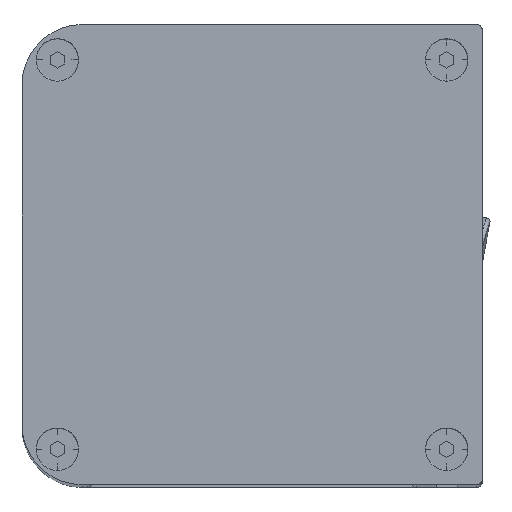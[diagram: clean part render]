
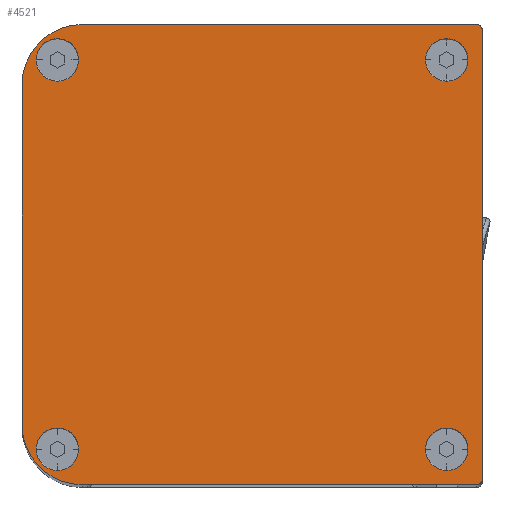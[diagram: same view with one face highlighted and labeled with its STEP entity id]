
A CAD part, top view. The second image highlights one B-rep face of the part: STEP entity #4521.
In plain terms, the highlighted planar face has unit normal (0, 0, 1).
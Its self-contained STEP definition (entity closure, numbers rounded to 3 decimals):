
#46 = VERTEX_POINT ( 'NONE', #6688 ) ;
#153 = FACE_OUTER_BOUND ( 'NONE', #20910, .T. ) ;
#165 = CIRCLE ( 'NONE', #20227, 17. ) ;
#174 = EDGE_CURVE ( 'NONE', #23410, #6009, #5243, .T. ) ;
#368 = VERTEX_POINT ( 'NONE', #13328 ) ;
#471 = DIRECTION ( 'NONE',  ( 1., 0., 0. ) ) ;
#1232 = CARTESIAN_POINT ( 'NONE',  ( 65., -65., 3. ) ) ;
#1372 = CARTESIAN_POINT ( 'NONE',  ( -65., 65., 3. ) ) ;
#1393 = VERTEX_POINT ( 'NONE', #22945 ) ;
#1419 = EDGE_LOOP ( 'NONE', ( #9951, #8421 ) ) ;
#1421 = CARTESIAN_POINT ( 'NONE',  ( -65., -48., 3. ) ) ;
#1598 = VERTEX_POINT ( 'NONE', #1421 ) ;
#1709 = EDGE_CURVE ( 'NONE', #20631, #1393, #17377, .T. ) ;
#1875 = ORIENTED_EDGE ( 'NONE', *, *, #23300, .T. ) ;
#1991 = EDGE_CURVE ( 'NONE', #18704, #5903, #6269, .T. ) ;
#2211 = CIRCLE ( 'NONE', #10414, 6. ) ;
#2434 = AXIS2_PLACEMENT_3D ( 'NONE', #16510, #22036, #21869 ) ;
#2445 = DIRECTION ( 'NONE',  ( 1., 0., 0. ) ) ;
#2736 = CIRCLE ( 'NONE', #3629, 6. ) ;
#2787 = CARTESIAN_POINT ( 'NONE',  ( -55., 55., 3. ) ) ;
#2838 = DIRECTION ( 'NONE',  ( 0., -1., 0. ) ) ;
#3185 = DIRECTION ( 'NONE',  ( 0., -1., 0. ) ) ;
#3344 = EDGE_CURVE ( 'NONE', #21168, #4671, #2211, .T. ) ;
#3402 = DIRECTION ( 'NONE',  ( -1., 0., 0. ) ) ;
#3529 = VERTEX_POINT ( 'NONE', #7962 ) ;
#3629 = AXIS2_PLACEMENT_3D ( 'NONE', #2787, #15741, #10210 ) ;
#4174 = EDGE_CURVE ( 'NONE', #46, #13432, #2736, .T. ) ;
#4316 = ORIENTED_EDGE ( 'NONE', *, *, #7489, .F. ) ;
#4381 = ORIENTED_EDGE ( 'NONE', *, *, #20534, .T. ) ;
#4412 = DIRECTION ( 'NONE',  ( -1., 0., 0. ) ) ;
#4425 = AXIS2_PLACEMENT_3D ( 'NONE', #11960, #8350, #21378 ) ;
#4521 = ADVANCED_FACE ( 'NONE', ( #153, #23074, #16945, #6166, #20773 ), #13045, .T. ) ;
#4545 = ORIENTED_EDGE ( 'NONE', *, *, #12312, .T. ) ;
#4671 = VERTEX_POINT ( 'NONE', #21078 ) ;
#5059 = CARTESIAN_POINT ( 'NONE',  ( 55., -61., 3. ) ) ;
#5132 = ORIENTED_EDGE ( 'NONE', *, *, #174, .T. ) ;
#5215 = CARTESIAN_POINT ( 'NONE',  ( -65., 48., 3. ) ) ;
#5243 = LINE ( 'NONE', #18039, #9574 ) ;
#5738 = AXIS2_PLACEMENT_3D ( 'NONE', #11107, #5739, #13046 ) ;
#5739 = DIRECTION ( 'NONE',  ( 0., 0., -1. ) ) ;
#5795 = DIRECTION ( 'NONE',  ( 0., 0., -1. ) ) ;
#5903 = VERTEX_POINT ( 'NONE', #19088 ) ;
#5921 = CARTESIAN_POINT ( 'NONE',  ( 55., 55., 3. ) ) ;
#6009 = VERTEX_POINT ( 'NONE', #17653 ) ;
#6058 = VERTEX_POINT ( 'NONE', #10656 ) ;
#6083 = VERTEX_POINT ( 'NONE', #5215 ) ;
#6155 = AXIS2_PLACEMENT_3D ( 'NONE', #18980, #15084, #471 ) ;
#6166 = FACE_BOUND ( 'NONE', #12739, .T. ) ;
#6269 = CIRCLE ( 'NONE', #2434, 6. ) ;
#6688 = CARTESIAN_POINT ( 'NONE',  ( -49., 55., 3. ) ) ;
#6942 = CARTESIAN_POINT ( 'NONE',  ( -55., -61., 3. ) ) ;
#7128 = ORIENTED_EDGE ( 'NONE', *, *, #3344, .T. ) ;
#7446 = VECTOR ( 'NONE', #2445, 1000. ) ;
#7489 = EDGE_CURVE ( 'NONE', #20631, #1598, #12030, .T. ) ;
#7513 = EDGE_CURVE ( 'NONE', #5903, #18704, #10702, .T. ) ;
#7633 = EDGE_LOOP ( 'NONE', ( #8414, #12019 ) ) ;
#7802 = AXIS2_PLACEMENT_3D ( 'NONE', #20535, #18836, #17008 ) ;
#7962 = CARTESIAN_POINT ( 'NONE',  ( 65., -63.5, 3. ) ) ;
#8350 = DIRECTION ( 'NONE',  ( 0., 0., -1. ) ) ;
#8414 = ORIENTED_EDGE ( 'NONE', *, *, #4174, .T. ) ;
#8421 = ORIENTED_EDGE ( 'NONE', *, *, #7513, .T. ) ;
#8866 = ORIENTED_EDGE ( 'NONE', *, *, #1709, .T. ) ;
#9134 = EDGE_CURVE ( 'NONE', #16660, #368, #13284, .T. ) ;
#9265 = ORIENTED_EDGE ( 'NONE', *, *, #10801, .T. ) ;
#9522 = DIRECTION ( 'NONE',  ( 0., -1., 0. ) ) ;
#9574 = VECTOR ( 'NONE', #3402, 1000. ) ;
#9667 = DIRECTION ( 'NONE',  ( 0., 0., -1. ) ) ;
#9687 = DIRECTION ( 'NONE',  ( 0., 0., -1. ) ) ;
#9951 = ORIENTED_EDGE ( 'NONE', *, *, #1991, .T. ) ;
#10096 = CARTESIAN_POINT ( 'NONE',  ( 55., 55., 3. ) ) ;
#10163 = LINE ( 'NONE', #1372, #21883 ) ;
#10210 = DIRECTION ( 'NONE',  ( 1., 0., 0. ) ) ;
#10405 = DIRECTION ( 'NONE',  ( 0., 0., -1. ) ) ;
#10414 = AXIS2_PLACEMENT_3D ( 'NONE', #18870, #9687, #9522 ) ;
#10656 = CARTESIAN_POINT ( 'NONE',  ( 65., 63.5, 3. ) ) ;
#10702 = CIRCLE ( 'NONE', #4425, 6. ) ;
#10801 = EDGE_CURVE ( 'NONE', #368, #16660, #19943, .T. ) ;
#11067 = AXIS2_PLACEMENT_3D ( 'NONE', #16974, #17123, #22391 ) ;
#11107 = CARTESIAN_POINT ( 'NONE',  ( 63.5, 63.5, 3. ) ) ;
#11345 = CARTESIAN_POINT ( 'NONE',  ( 55., 49., 3. ) ) ;
#11349 = LINE ( 'NONE', #1232, #20123 ) ;
#11457 = DIRECTION ( 'NONE',  ( 0., 0., -1. ) ) ;
#11874 = AXIS2_PLACEMENT_3D ( 'NONE', #19722, #10405, #21537 ) ;
#11960 = CARTESIAN_POINT ( 'NONE',  ( 55., -55., 3. ) ) ;
#12019 = ORIENTED_EDGE ( 'NONE', *, *, #19971, .T. ) ;
#12030 = CIRCLE ( 'NONE', #11874, 17. ) ;
#12131 = DIRECTION ( 'NONE',  ( 0., 1., 0. ) ) ;
#12312 = EDGE_CURVE ( 'NONE', #3529, #6058, #11349, .T. ) ;
#12739 = EDGE_LOOP ( 'NONE', ( #7128, #1875 ) ) ;
#13045 = PLANE ( 'NONE',  #11067 ) ;
#13046 = DIRECTION ( 'NONE',  ( -1., 0., 0. ) ) ;
#13073 = EDGE_CURVE ( 'NONE', #23410, #6058, #15653, .T. ) ;
#13284 = CIRCLE ( 'NONE', #18675, 6. ) ;
#13328 = CARTESIAN_POINT ( 'NONE',  ( 55., 61., 3. ) ) ;
#13339 = CARTESIAN_POINT ( 'NONE',  ( -65., -65., 3. ) ) ;
#13368 = DIRECTION ( 'NONE',  ( 0., -1., 0. ) ) ;
#13405 = CIRCLE ( 'NONE', #7802, 1.5 ) ;
#13432 = VERTEX_POINT ( 'NONE', #15634 ) ;
#13692 = ORIENTED_EDGE ( 'NONE', *, *, #9134, .T. ) ;
#15084 = DIRECTION ( 'NONE',  ( 0., 0., -1. ) ) ;
#15292 = CARTESIAN_POINT ( 'NONE',  ( 63.5, 65., 3. ) ) ;
#15528 = CARTESIAN_POINT ( 'NONE',  ( -48., 48., 3. ) ) ;
#15536 = EDGE_LOOP ( 'NONE', ( #13692, #9265 ) ) ;
#15634 = CARTESIAN_POINT ( 'NONE',  ( -61., 55., 3. ) ) ;
#15653 = CIRCLE ( 'NONE', #5738, 1.5 ) ;
#15741 = DIRECTION ( 'NONE',  ( 0., 0., -1. ) ) ;
#16423 = ORIENTED_EDGE ( 'NONE', *, *, #17082, .F. ) ;
#16510 = CARTESIAN_POINT ( 'NONE',  ( 55., -55., 3. ) ) ;
#16517 = AXIS2_PLACEMENT_3D ( 'NONE', #16619, #5795, #17191 ) ;
#16619 = CARTESIAN_POINT ( 'NONE',  ( -55., -55., 3. ) ) ;
#16660 = VERTEX_POINT ( 'NONE', #11345 ) ;
#16945 = FACE_BOUND ( 'NONE', #15536, .T. ) ;
#16974 = CARTESIAN_POINT ( 'NONE',  ( -65., -65., 3. ) ) ;
#17008 = DIRECTION ( 'NONE',  ( -1., 0., 0. ) ) ;
#17082 = EDGE_CURVE ( 'NONE', #3529, #1393, #13405, .T. ) ;
#17123 = DIRECTION ( 'NONE',  ( 0., 0., 1. ) ) ;
#17191 = DIRECTION ( 'NONE',  ( 0., -1., 0. ) ) ;
#17377 = LINE ( 'NONE', #13339, #7446 ) ;
#17653 = CARTESIAN_POINT ( 'NONE',  ( -48., 65., 3. ) ) ;
#18039 = CARTESIAN_POINT ( 'NONE',  ( 65., 65., 3. ) ) ;
#18675 = AXIS2_PLACEMENT_3D ( 'NONE', #5921, #11457, #13368 ) ;
#18704 = VERTEX_POINT ( 'NONE', #5059 ) ;
#18836 = DIRECTION ( 'NONE',  ( 0., 0., -1. ) ) ;
#18870 = CARTESIAN_POINT ( 'NONE',  ( -55., -55., 3. ) ) ;
#18885 = ORIENTED_EDGE ( 'NONE', *, *, #19445, .F. ) ;
#18980 = CARTESIAN_POINT ( 'NONE',  ( -55., 55., 3. ) ) ;
#19088 = CARTESIAN_POINT ( 'NONE',  ( 55., -49., 3. ) ) ;
#19445 = EDGE_CURVE ( 'NONE', #6083, #6009, #165, .T. ) ;
#19722 = CARTESIAN_POINT ( 'NONE',  ( -48., -48., 3. ) ) ;
#19943 = CIRCLE ( 'NONE', #20719, 6. ) ;
#19971 = EDGE_CURVE ( 'NONE', #13432, #46, #21335, .T. ) ;
#20123 = VECTOR ( 'NONE', #12131, 1000. ) ;
#20227 = AXIS2_PLACEMENT_3D ( 'NONE', #15528, #9667, #4412 ) ;
#20439 = CARTESIAN_POINT ( 'NONE',  ( -48., -65., 3. ) ) ;
#20534 = EDGE_CURVE ( 'NONE', #6083, #1598, #10163, .T. ) ;
#20535 = CARTESIAN_POINT ( 'NONE',  ( 63.5, -63.5, 3. ) ) ;
#20631 = VERTEX_POINT ( 'NONE', #20439 ) ;
#20719 = AXIS2_PLACEMENT_3D ( 'NONE', #10096, #21399, #2838 ) ;
#20773 = FACE_BOUND ( 'NONE', #7633, .T. ) ;
#20910 = EDGE_LOOP ( 'NONE', ( #8866, #16423, #4545, #23035, #5132, #18885, #4381, #4316 ) ) ;
#21078 = CARTESIAN_POINT ( 'NONE',  ( -55., -49., 3. ) ) ;
#21168 = VERTEX_POINT ( 'NONE', #6942 ) ;
#21335 = CIRCLE ( 'NONE', #6155, 6. ) ;
#21378 = DIRECTION ( 'NONE',  ( 0., -1., 0. ) ) ;
#21399 = DIRECTION ( 'NONE',  ( 0., 0., -1. ) ) ;
#21537 = DIRECTION ( 'NONE',  ( -1., 0., 0. ) ) ;
#21869 = DIRECTION ( 'NONE',  ( 0., -1., 0. ) ) ;
#21883 = VECTOR ( 'NONE', #3185, 1000. ) ;
#22036 = DIRECTION ( 'NONE',  ( 0., 0., -1. ) ) ;
#22346 = CIRCLE ( 'NONE', #16517, 6. ) ;
#22391 = DIRECTION ( 'NONE',  ( 1., 0., 0. ) ) ;
#22945 = CARTESIAN_POINT ( 'NONE',  ( 63.5, -65., 3. ) ) ;
#23035 = ORIENTED_EDGE ( 'NONE', *, *, #13073, .F. ) ;
#23074 = FACE_BOUND ( 'NONE', #1419, .T. ) ;
#23300 = EDGE_CURVE ( 'NONE', #4671, #21168, #22346, .T. ) ;
#23410 = VERTEX_POINT ( 'NONE', #15292 ) ;
